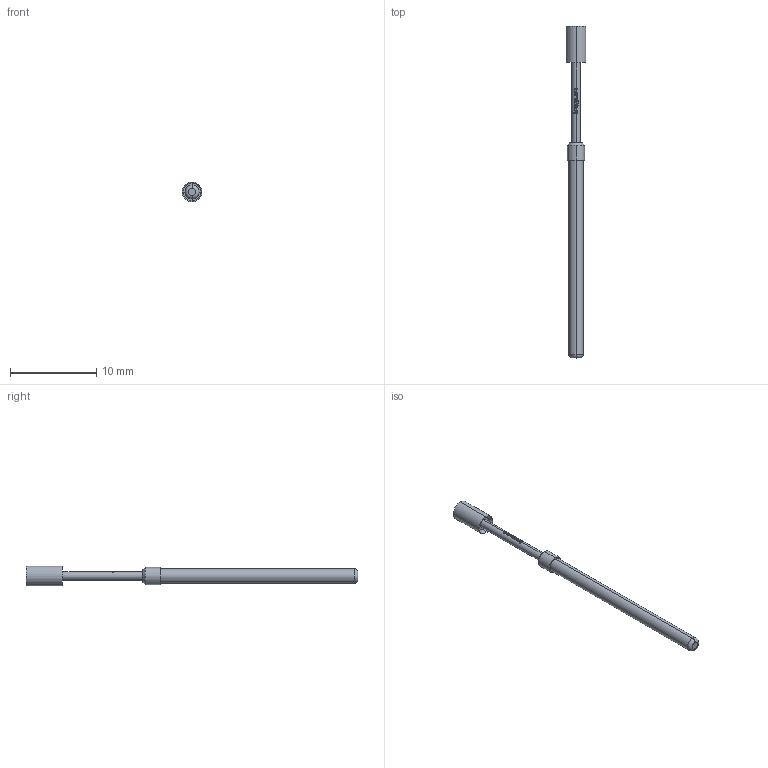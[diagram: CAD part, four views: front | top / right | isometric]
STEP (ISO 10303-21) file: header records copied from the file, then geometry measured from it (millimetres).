
FILE_DESCRIPTION (( 'STEP AP203' ), '1' );
FILE_NAME ('INGUN_GKS-412_003_230_A_xx02.STEP', '2022-02-01T07:58:43', ( 'ochi' ), ( '' ), 'SwSTEP 2.0', 'SolidWorks 2018', '' );
FILE_SCHEMA (( 'CONFIG_CONTROL_DESIGN' ));
Length unit declared in the file: millimetre
Products named in the file (1): INGUN_GKS-412_003_230_A_xx02
Bounding box: 2.3 x 38.6 x 2.3 mm (x, y, z)
Volume: 76.2 mm3; surface area: 210.3 mm2
Topology: 1 solids, 1 shells, 98 faces, 265 edges, 173 vertices
Faces by surface type: plane 46, bspline 22, cylinder 20, cone 8, torus 2
Entity records: 3420 total; most frequent: CARTESIAN_POINT 1035, ORIENTED_EDGE 526, DIRECTION 421, EDGE_CURVE 263, VERTEX_POINT 173, AXIS2_PLACEMENT_3D 167, EDGE_LOOP 104, ADVANCED_FACE 98
